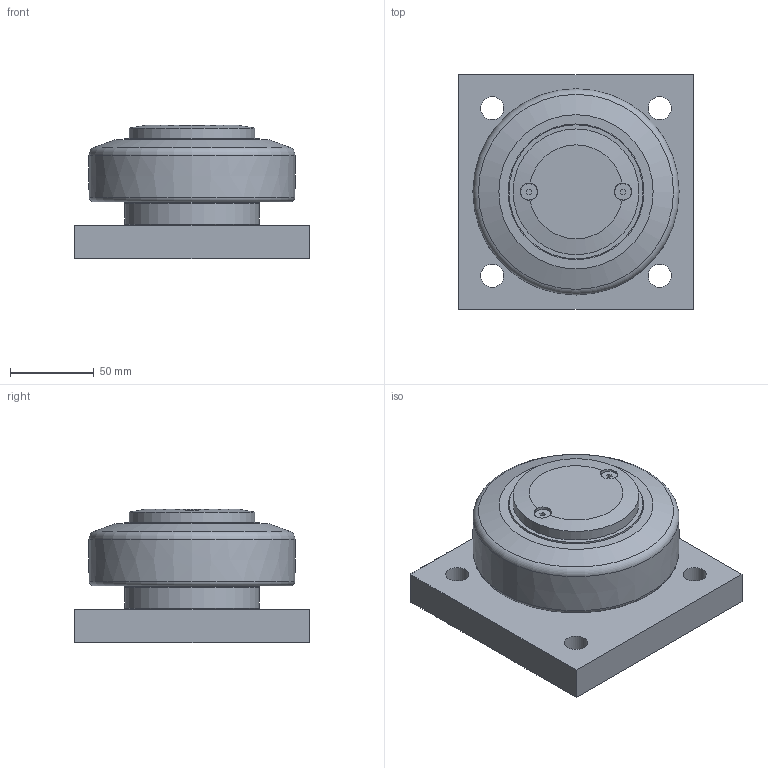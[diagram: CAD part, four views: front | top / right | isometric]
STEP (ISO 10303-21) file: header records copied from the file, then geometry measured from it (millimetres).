
FILE_DESCRIPTION(/* description */ ('-'),/* implementation_level */ '2;1');
FILE_NAME(/* name */ 'ALFATEC_TR120-0360BQ1000.stp',/* time_stamp */ '2021-01-27T14:33:37+01:00',/* author */ ('kstaebler'),/* organization */ (''),/* preprocessor_version */ 'ST-DEVELOPER v18.1',/* originating_system */ 'Autodesk Inventor 2020',/* authorisation */ '');
FILE_SCHEMA (('CONFIG_CONTROL_DESIGN','AUTOMOTIVE_DESIGN { 1 0 10303 214 3 1 1 }'));
Length unit declared in the file: millimetre
Products named in the file (1): TR 120.0360 BQ1000_Kontur
Bounding box: 140 x 140 x 79.5 mm (x, y, z)
Volume: 840114.4 mm3; surface area: 108689.1 mm2
Topology: 2 solids, 2 shells, 71 faces, 189 edges, 137 vertices
Faces by surface type: plane 36, cylinder 24, cone 7, torus 3, bspline 1
Full cylindrical faces by diameter (mm): 3 x2, 9.75 x2, 10.4 x2, 13.835 x4, 75 x1, 79 x1, 80 x3, 81 x1, 84.5 x1, 86.8 x1, 87 x1, 89.5 x2, 95 x1
Entity records: 2655 total; most frequent: CARTESIAN_POINT 602, DIRECTION 416, ORIENTED_EDGE 378, EDGE_CURVE 189, AXIS2_PLACEMENT_3D 169, VERTEX_POINT 137, CIRCLE 98, EDGE_LOOP 96
